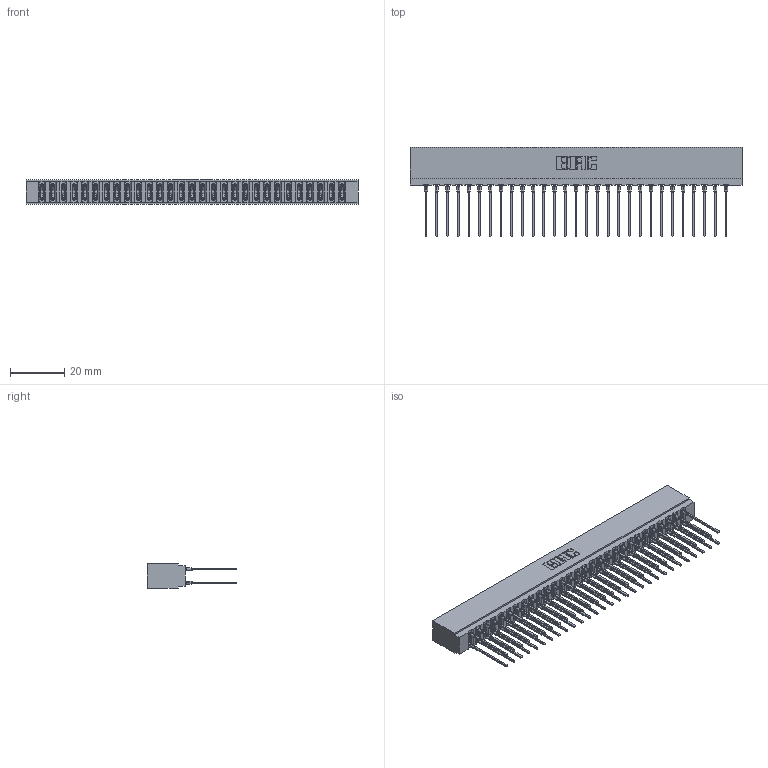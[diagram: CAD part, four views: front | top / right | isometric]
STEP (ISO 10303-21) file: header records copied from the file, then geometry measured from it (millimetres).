
FILE_DESCRIPTION (( 'STEP AP203' ), '1' );
FILE_NAME ('717-058-541-201.STEP', '2026-02-20T18:33:13', ( '' ), ( '' ), 'SwSTEP 2.0', 'SolidWorks 2023', '' );
FILE_SCHEMA (( 'CONFIG_CONTROL_DESIGN' ));
Length unit declared in the file: millimetre
Products named in the file (3): 717 Part_Insulator Option - 06; 717-058-541-201; 745-292-001_541
Assembly tree (59 placements, depth 2):
  717-058-541-201
    717 Part_Insulator Option - 06
    745-292-001_541  x58
Bounding box: 122.78 x 33.01 x 8.89 mm (x, y, z)
Volume: 10976.9 mm3; surface area: 17909.2 mm2
Topology: 59 solids, 59 shells, 5314 faces, 14287 edges, 8982 vertices
Faces by surface type: plane 2751, bspline 1160, cylinder 1055, torus 348
Entity records: 51485 total; most frequent: CARTESIAN_POINT 9443, ORIENTED_EDGE 8852, DIRECTION 7740, EDGE_CURVE 4426, LINE 4070, VECTOR 4070, VERTEX_POINT 2826, AXIS2_PLACEMENT_3D 1835
